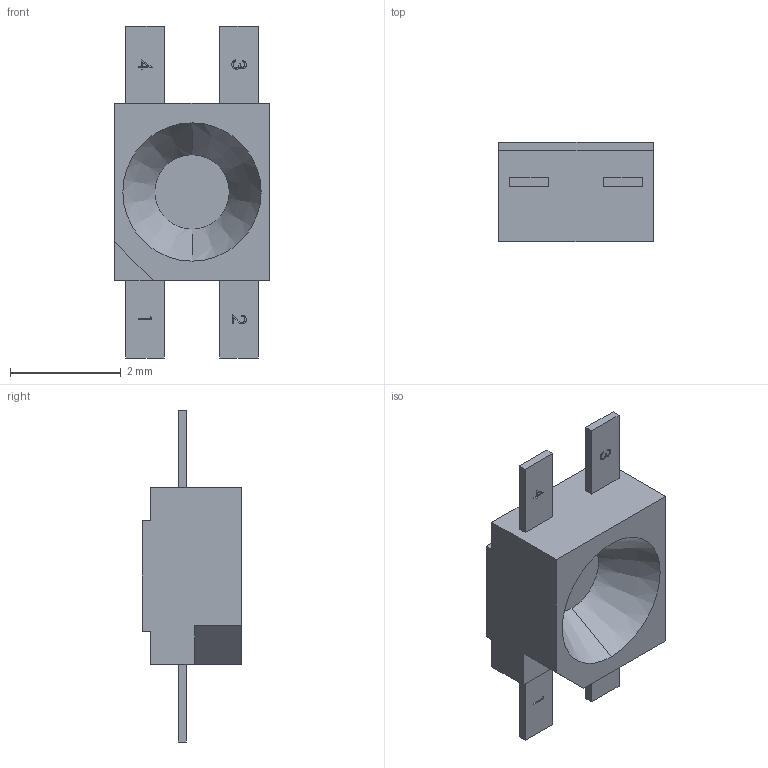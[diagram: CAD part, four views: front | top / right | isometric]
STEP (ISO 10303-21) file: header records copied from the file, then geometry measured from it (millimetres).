
FILE_DESCRIPTION (( 'STEP AP214' ), '1' );
FILE_NAME ('LED,REVERSE MOUNT.STEP', '2023-05-13T03:17:14', ( '' ), ( '' ), 'SwSTEP 2.0', 'SolidWorks 2023', '' );
FILE_SCHEMA (( 'AUTOMOTIVE_DESIGN' ));
Length unit declared in the file: millimetre
Products named in the file (1): LED,REVERSE MOUNT
Bounding box: 2.8 x 1.8 x 6 mm (x, y, z)
Volume: 13 mm3; surface area: 52.1 mm2
Topology: 1 solids, 1 shells, 88 faces, 228 edges, 152 vertices
Faces by surface type: plane 66, bspline 20, cone 2
Entity records: 3707 total; most frequent: CARTESIAN_POINT 1657, ORIENTED_EDGE 456, DIRECTION 330, EDGE_CURVE 228, LINE 184, VECTOR 184, VERTEX_POINT 152, EDGE_LOOP 98
